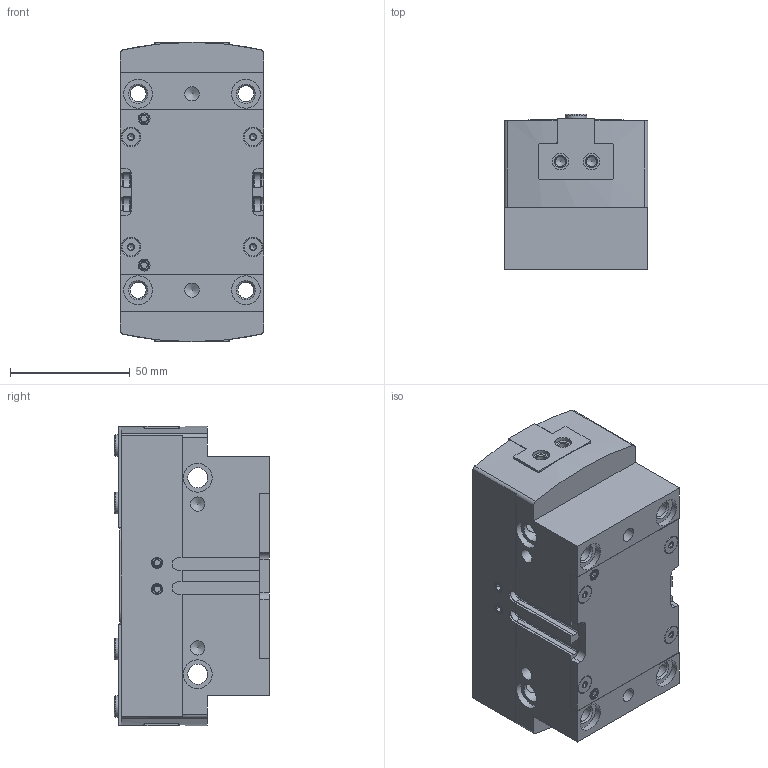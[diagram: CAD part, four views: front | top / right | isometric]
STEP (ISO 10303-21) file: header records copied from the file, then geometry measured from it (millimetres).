
FILE_DESCRIPTION(/* description */ ('STEP AP214'),/* implementation_level */ '2;1');
FILE_NAME(/* name */ '560225_HGPT-50-A-B-F',/* time_stamp */ '2024-08-29T07:24:39+02:00',/* author */ ('License CC BY-ND 4.0'),/* organization */ ('CADENAS'),/* preprocessor_version */ 'ST-DEVELOPER v19.3',/* originating_system */ 'PARTsolutions',/* authorisation */ ' ');
FILE_SCHEMA (('AUTOMOTIVE_DESIGN {1 0 10303 214 3 1 1}'));
Length unit declared in the file: millimetre
Products named in the file (5): 560225 HGPT-50-A-B-F---(0); 560225 HGPT-50-A-B-F---(0)G; BBAC50940 HGPT-50-A-B; 8137184 ZBH-9-B; DIN-913 - M5x4
Assembly tree (13 placements, depth 2):
  560225 HGPT-50-A-B-F---(0)
    560225 HGPT-50-A-B-F---(0)G
    BBAC50940 HGPT-50-A-B  x2
    8137184 ZBH-9-B  x4
    DIN-913 - M5x4  x6
Bounding box: 60 x 64.8 x 125 mm (x, y, z)
Volume: 383566.4 mm3; surface area: 79229.8 mm2
Topology: 13 solids, 13 shells, 664 faces, 1458 edges, 870 vertices
Faces by surface type: plane 350, cone 156, cylinder 138, torus 20
Full cylindrical faces by diameter (mm): 4.134 x10, 4.917 x4, 5 x6, 6 x8, 6.3 x4, 6.647 x4, 6.8 x8, 7 x4, 7.53 x4, 8.1 x4, 8.4 x2, 8.566 x2, 9 x4, 11 x4, 12 x6, 13.5 x2
Entity records: 16753 total; most frequent: CARTESIAN_POINT 2598, DIRECTION 2376, ORIENTED_EDGE 2000, EDGE_CURVE 1000, AXIS2_PLACEMENT_3D 920, FACE_BOUND 710, EDGE_LOOP 692, VERTEX_POINT 676
